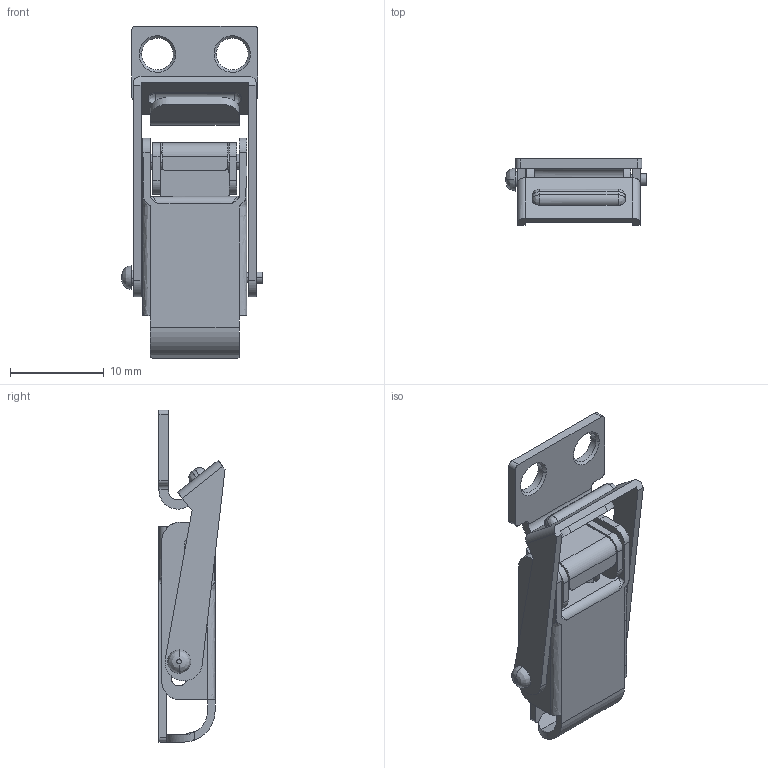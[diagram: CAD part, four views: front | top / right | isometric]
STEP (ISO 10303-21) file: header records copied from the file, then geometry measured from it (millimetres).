
FILE_DESCRIPTION((''),'2;1');
FILE_NAME('','2007-04-03T10:03:55',(''),(''),'','CADfix','');
FILE_SCHEMA(('AUTOMOTIVE_DESIGN { 1 0 10303 214 1 1 1 1 }'));
Length unit declared in the file: millimetre
Bounding box: 15 x 7.07 x 35.5 mm (x, y, z)
Volume: 991.3 mm3; surface area: 2996.7 mm2
Topology: 9 solids, 9 shells, 229 faces, 659 edges, 448 vertices
Faces by surface type: bspline 229
Entity records: 11118 total; most frequent: CARTESIAN_POINT 7311, ORIENTED_EDGE 1308, EDGE_CURVE 654, VERTEX_POINT 448, QUASI_UNIFORM_CURVE 330, EDGE_LOOP 262, FACE_OUTER_BOUND 229, ADVANCED_FACE 229
